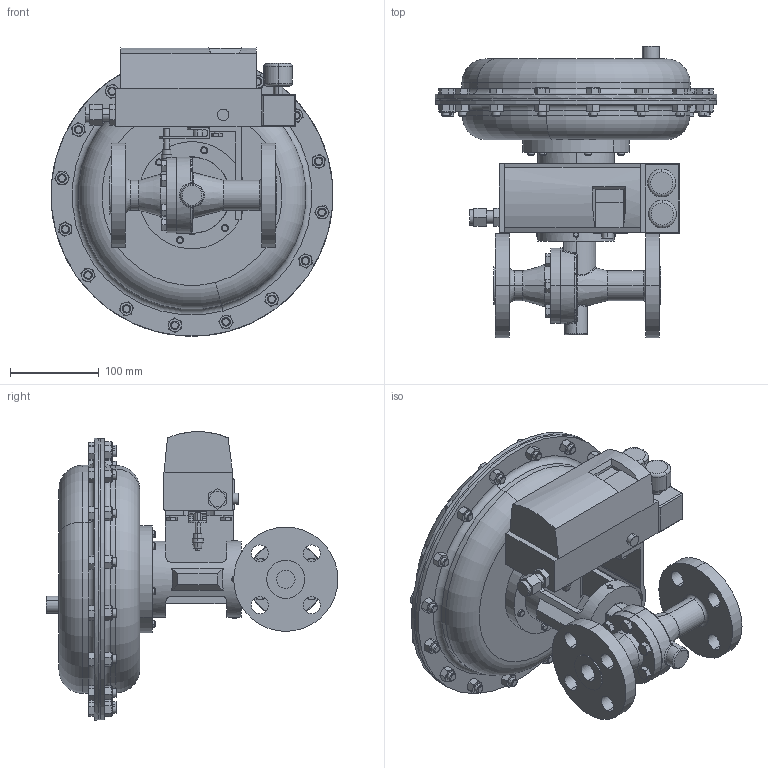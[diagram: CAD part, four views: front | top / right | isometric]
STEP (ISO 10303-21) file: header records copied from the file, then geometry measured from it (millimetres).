
FILE_DESCRIPTION (( 'STEP AP203' ), '1' );
FILE_NAME ('70SP-075-CS+S6-I3-55M-16IQ.STEP', '2017-09-11T14:48:08', ( '' ), ( '' ), 'SwSTEP 2.0', 'SolidWorks 2014', '' );
FILE_SCHEMA (( 'CONFIG_CONTROL_DESIGN' ));
Length unit declared in the file: inch
Products named in the file (1): 70SP-075-CS+S6-I3-55M-16IQ
Bounding box: 317.5 x 328.55 x 324.83 mm (x, y, z)
Volume: 7111846.5 mm3; surface area: 469839.7 mm2
Topology: 1 solids, 1 shells, 1082 faces, 2467 edges, 1479 vertices
Faces by surface type: plane 437, cone 396, cylinder 192, torus 38, bspline 13, sphere 6
Entity records: 34263 total; most frequent: CARTESIAN_POINT 10846, ORIENTED_EDGE 4926, DIRECTION 4689, EDGE_CURVE 2463, AXIS2_PLACEMENT_3D 1902, VERTEX_POINT 1479, EDGE_LOOP 1198, ADVANCED_FACE 1082
